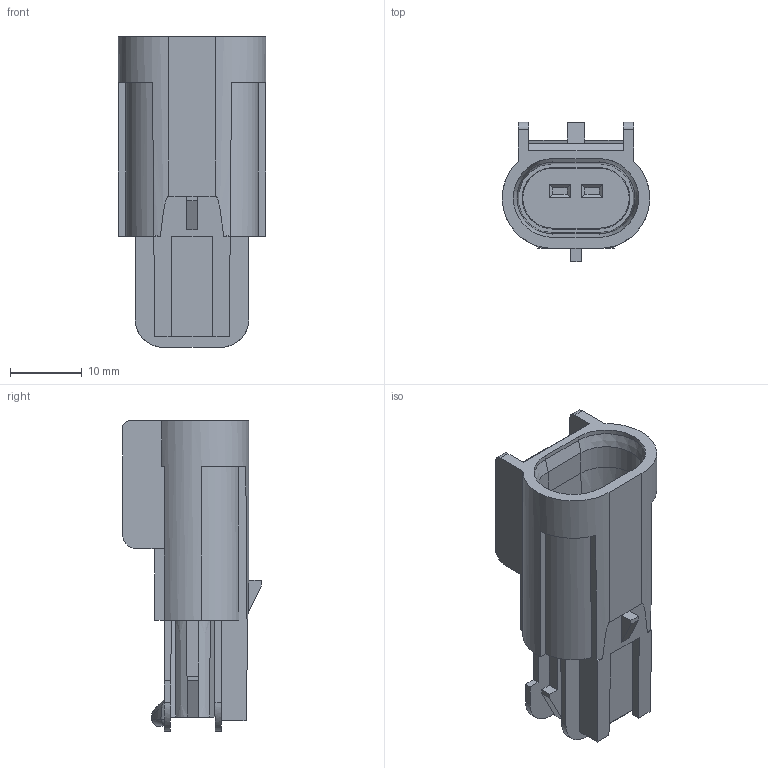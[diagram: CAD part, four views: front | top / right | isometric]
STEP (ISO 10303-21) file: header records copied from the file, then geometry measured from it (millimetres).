
FILE_DESCRIPTION(/* description */ (''),/* implementation_level */ '2;1');
FILE_NAME(/* name */ '15326806-ENV11_07-CONN.stp',/* time_stamp */ '2023-06-19T18:02:52+08:00',/* author */ (''),/* organization */ (''),/* preprocessor_version */ 'ST-DEVELOPER v16',/* originating_system */ 'SIEMENS PLM Software NX 11.0',/* authorisation */ '');
FILE_SCHEMA (('AUTOMOTIVE_DESIGN { 1 0 10303 214 3 1 1 1 }'));
Length unit declared in the file: millimetre
Products named in the file (1): 15326806-ENV11_07-CONN
Bounding box: 20.59 x 19.41 x 43.4 mm (x, y, z)
Volume: 6057.5 mm3; surface area: 5317.8 mm2
Topology: 1 solids, 1 shells, 160 faces, 429 edges, 272 vertices
Faces by surface type: plane 116, cylinder 18, cone 12, sphere 6, bspline 6, torus 2
Entity records: 5032 total; most frequent: CARTESIAN_POINT 1047, ORIENTED_EDGE 850, DIRECTION 788, EDGE_CURVE 425, LINE 318, VECTOR 318, VERTEX_POINT 272, AXIS2_PLACEMENT_3D 235
